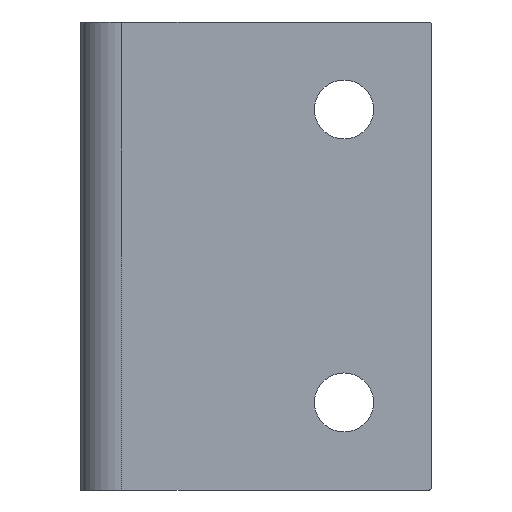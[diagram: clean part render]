
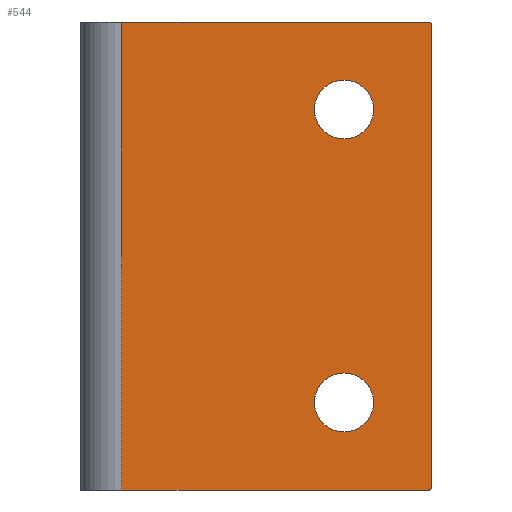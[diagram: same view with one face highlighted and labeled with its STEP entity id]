
A CAD part, front view. The second image highlights one B-rep face of the part: STEP entity #544.
In plain terms, the highlighted planar face has unit normal (0, -1, 0).
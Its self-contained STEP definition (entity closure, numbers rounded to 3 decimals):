
#14=DIRECTION('',(1.,0.,0.));
#15=VECTOR('',#14,33.35);
#16=CARTESIAN_POINT('',(4.5,0.,-25.4));
#17=LINE('',#16,#15);
#98=DIRECTION('',(1.,0.,0.));
#99=VECTOR('',#98,33.35);
#100=CARTESIAN_POINT('',(4.5,0.,25.4));
#101=LINE('',#100,#99);
#167=DIRECTION('',(0.,0.,1.));
#168=VECTOR('',#167,50.3);
#169=CARTESIAN_POINT('',(38.1,0.,-25.15));
#170=LINE('',#169,#168);
#171=CARTESIAN_POINT('',(37.85,0.,25.15));
#172=DIRECTION('',(0.,-1.,0.));
#173=DIRECTION('',(1.,0.,0.));
#174=AXIS2_PLACEMENT_3D('',#171,#172,#173);
#176=CARTESIAN_POINT('',(37.85,0.,-25.15));
#177=DIRECTION('',(0.,-1.,0.));
#178=DIRECTION('',(0.,0.,-1.));
#179=AXIS2_PLACEMENT_3D('',#176,#177,#178);
#181=DIRECTION('',(0.,0.,-1.));
#182=VECTOR('',#181,50.8);
#183=CARTESIAN_POINT('',(4.5,0.,25.4));
#184=LINE('',#183,#182);
#185=CARTESIAN_POINT('',(28.6,0.,-15.9));
#186=DIRECTION('',(0.,1.,0.));
#187=DIRECTION('',(1.,0.,0.));
#188=AXIS2_PLACEMENT_3D('',#185,#186,#187);
#190=CARTESIAN_POINT('',(28.6,0.,-15.9));
#191=DIRECTION('',(0.,1.,0.));
#192=DIRECTION('',(-1.,0.,0.));
#193=AXIS2_PLACEMENT_3D('',#190,#191,#192);
#195=CARTESIAN_POINT('',(28.6,0.,15.9));
#196=DIRECTION('',(0.,1.,0.));
#197=DIRECTION('',(1.,0.,0.));
#198=AXIS2_PLACEMENT_3D('',#195,#196,#197);
#200=CARTESIAN_POINT('',(28.6,0.,15.9));
#201=DIRECTION('',(0.,1.,0.));
#202=DIRECTION('',(-1.,0.,0.));
#203=AXIS2_PLACEMENT_3D('',#200,#201,#202);
#241=CARTESIAN_POINT('',(4.5,0.,-25.4));
#243=VERTEX_POINT('',#241);
#247=CARTESIAN_POINT('',(4.5,0.,25.4));
#248=VERTEX_POINT('',#247);
#277=CARTESIAN_POINT('',(38.1,0.,25.15));
#278=VERTEX_POINT('',#277);
#279=CARTESIAN_POINT('',(37.85,0.,25.4));
#280=VERTEX_POINT('',#279);
#281=CARTESIAN_POINT('',(37.85,0.,-25.4));
#282=CARTESIAN_POINT('',(38.1,0.,-25.15));
#283=VERTEX_POINT('',#281);
#284=VERTEX_POINT('',#282);
#297=CARTESIAN_POINT('',(31.8,0.,-15.9));
#298=CARTESIAN_POINT('',(25.4,0.,-15.9));
#299=VERTEX_POINT('',#297);
#300=VERTEX_POINT('',#298);
#301=CARTESIAN_POINT('',(31.8,0.,15.9));
#302=CARTESIAN_POINT('',(25.4,0.,15.9));
#303=VERTEX_POINT('',#301);
#304=VERTEX_POINT('',#302);
#518=CARTESIAN_POINT('',(0.,0.,-25.4));
#519=DIRECTION('',(0.,-1.,0.));
#520=DIRECTION('',(1.,0.,0.));
#521=AXIS2_PLACEMENT_3D('',#518,#519,#520);
#522=PLANE('',#521);
#523=ORIENTED_EDGE('',*,*,#485,.F.);
#524=ORIENTED_EDGE('',*,*,#500,.F.);
#525=ORIENTED_EDGE('',*,*,#510,.F.);
#526=ORIENTED_EDGE('',*,*,#324,.F.);
#528=ORIENTED_EDGE('',*,*,#527,.F.);
#529=ORIENTED_EDGE('',*,*,#427,.T.);
#530=EDGE_LOOP('',(#523,#524,#525,#526,#528,#529));
#531=FACE_OUTER_BOUND('',#530,.F.);
#533=ORIENTED_EDGE('',*,*,#532,.F.);
#535=ORIENTED_EDGE('',*,*,#534,.F.);
#536=EDGE_LOOP('',(#533,#535));
#537=FACE_BOUND('',#536,.F.);
#539=ORIENTED_EDGE('',*,*,#538,.F.);
#541=ORIENTED_EDGE('',*,*,#540,.F.);
#542=EDGE_LOOP('',(#539,#541));
#543=FACE_BOUND('',#542,.F.);
#544=ADVANCED_FACE('',(#531,#537,#543),#522,.T.);
#175=CIRCLE('',#174,0.25);
#180=CIRCLE('',#179,0.25);
#189=CIRCLE('',#188,3.2);
#194=CIRCLE('',#193,3.2);
#199=CIRCLE('',#198,3.2);
#204=CIRCLE('',#203,3.2);
#324=EDGE_CURVE('',#243,#283,#17,.T.);
#427=EDGE_CURVE('',#248,#280,#101,.T.);
#485=EDGE_CURVE('',#278,#280,#175,.T.);
#500=EDGE_CURVE('',#284,#278,#170,.T.);
#510=EDGE_CURVE('',#283,#284,#180,.T.);
#527=EDGE_CURVE('',#248,#243,#184,.T.);
#532=EDGE_CURVE('',#299,#300,#189,.T.);
#534=EDGE_CURVE('',#300,#299,#194,.T.);
#538=EDGE_CURVE('',#303,#304,#199,.T.);
#540=EDGE_CURVE('',#304,#303,#204,.T.);
